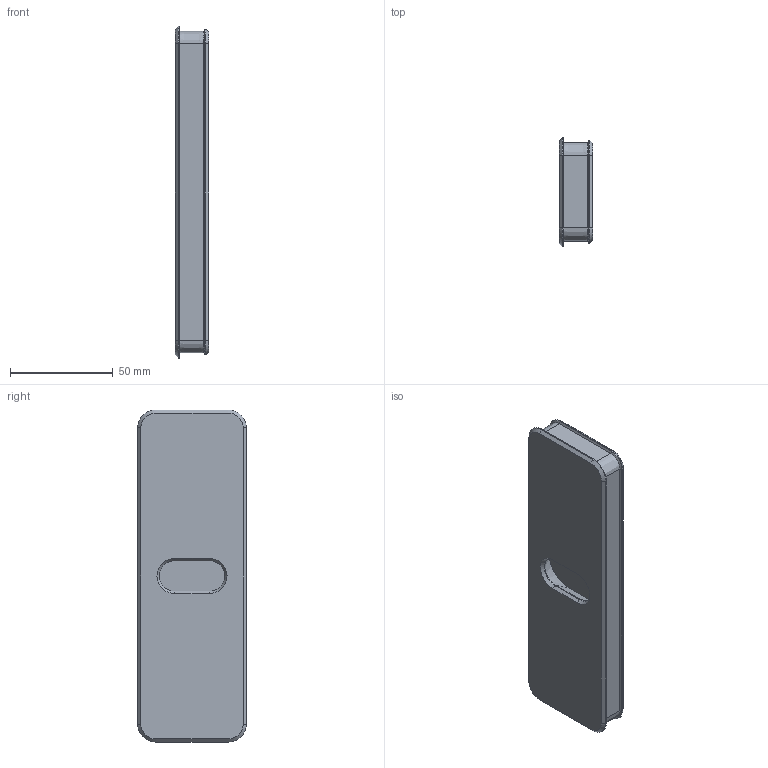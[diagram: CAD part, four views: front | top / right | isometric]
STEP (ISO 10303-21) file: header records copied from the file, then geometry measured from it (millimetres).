
FILE_DESCRIPTION(('CATIA V5 STEP Exchange','CAx-IF Rec.Pracs.--- Model Styling and Organization---1.4--- 2014-01-23','CAx-IF Rec.Pracs.---3D Tessellated Data Validation Properties---0.5---2014-09-14'),'2;1');
FILE_NAME('Access Cover, Wheel Well Panel (3D Printed).stp','2025-06-08T16:53:00+00:00',('none'),('none'),'CATIA Version 5-6 Release 2018 SP6','CATIA V5 STEP AP242','none');
FILE_SCHEMA(('AP242_MANAGED_MODEL_BASED_3D_ENGINEERING_MIM_LF {1 0 10303 442 1 1 4}'));
Length unit declared in the file: millimetre
Products named in the file (1): Electrical Cabinet
Bounding box: 16.2 x 52.8 x 161.65 mm (x, y, z)
Volume: 101822.7 mm3; surface area: 25628.8 mm2
Topology: 1 solids, 1 shells, 73 faces, 164 edges, 96 vertices
Faces by surface type: plane 39, bspline 16, extrusion 12, cone 4, cylinder 2
Entity records: 5013 total; most frequent: CARTESIAN_POINT 3556, ORIENTED_EDGE 328, DIRECTION 206, EDGE_CURVE 164, VECTOR 112, LINE 100, VERTEX_POINT 96, EDGE_LOOP 76
